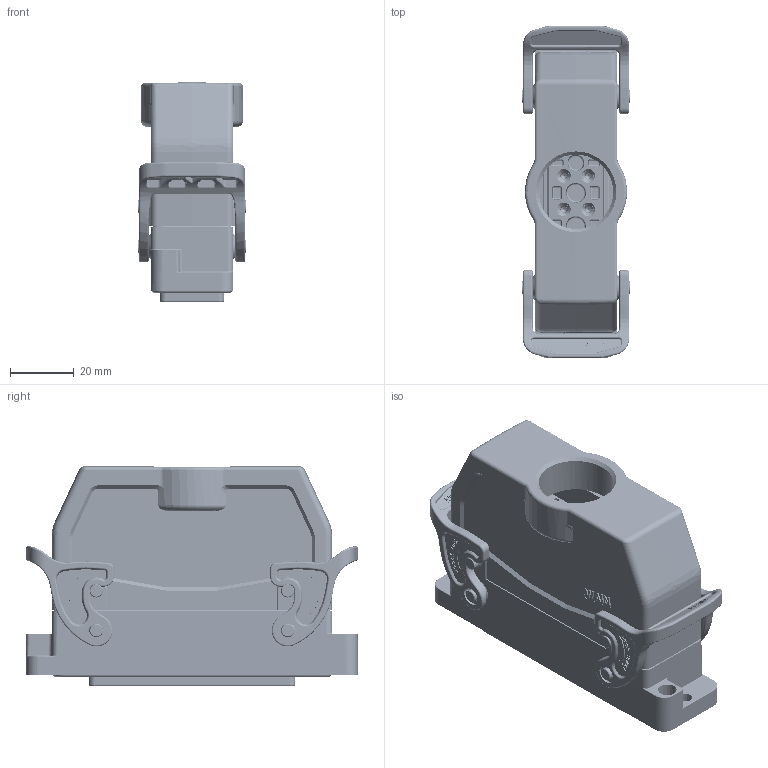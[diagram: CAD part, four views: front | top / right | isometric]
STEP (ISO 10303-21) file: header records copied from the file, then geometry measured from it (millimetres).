
FILE_DESCRIPTION(/* description */ (''),/* implementation_level */ '2;1');
FILE_NAME(/* name */ 'HDC-HDC.PTEBK008_8MC_FC-M25,16芯矩形防开路连接器成品套件.stp',/* time_stamp */ '2024-04-11T14:30:35+08:00',/* author */ (''),/* organization */ (''),/* preprocessor_version */ 'ST-DEVELOPER v18.1',/* originating_system */ 'SIEMENS PLM Software NX 1980',/* authorisation */ '');
FILE_SCHEMA (('AUTOMOTIVE_DESIGN { 1 0 10303 214 3 1 1 1 }'));
Products named in the file (1): 131839405C18rdrn
Bounding box: 34 x 104 x 68.8 mm (x, y, z)
Volume: 94788.1 mm3; surface area: 96240 mm2
Topology: 6 solids, 7 shells, 7863 faces, 23060 edges, 15121 vertices
Faces by surface type: plane 2668, cylinder 2504, cone 1389, torus 691, bspline 369, sphere 204, revolution 32, extrusion 6
Entity records: 332026 total; most frequent: CARTESIAN_POINT 136406, ORIENTED_EDGE 45122, DIRECTION 35055, EDGE_CURVE 22561, VERTEX_POINT 14621, AXIS2_PLACEMENT_3D 13745, B_SPLINE_CURVE_WITH_KNOTS 8881, EDGE_LOOP 8664
